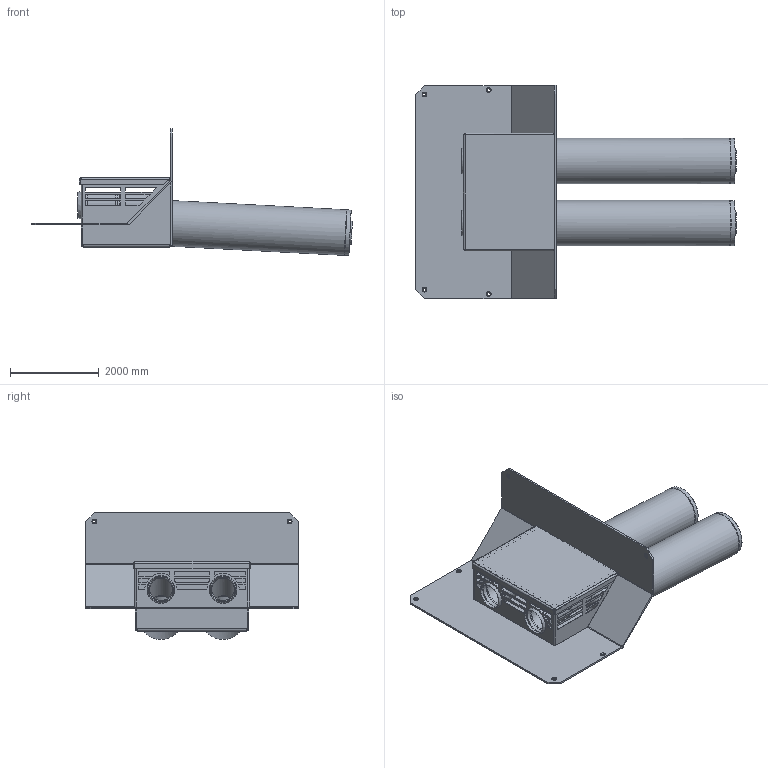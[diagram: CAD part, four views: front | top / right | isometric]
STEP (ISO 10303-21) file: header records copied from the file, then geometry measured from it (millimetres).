
FILE_DESCRIPTION(/* description */ (''),/* implementation_level */ '2;1');
FILE_NAME(/* name */ '13478.100X_3D.stp',/* time_stamp */ '2024-12-11T14:46:59+01:00',/* author */ ('CAD'),/* organization */ (''),/* preprocessor_version */ 'ST-DEVELOPER v20',/* originating_system */ 'AutoCAD Mechanical',/* authorisation */ '');
FILE_SCHEMA (('AUTOMOTIVE_DESIGN { 1 0 10303 214 3 1 1 }'));
Length unit declared in the file: centimetre
Products named in the file (2): Product; *S0
Assembly tree (1 placements, depth 2):
  Product
    *S0
Bounding box: 7233.57 x 4800 x 2858.48 mm (x, y, z)
Volume: 1784516661.4 mm3; surface area: 173356077.4 mm2
Topology: 12 solids, 12 shells, 393 faces, 1023 edges, 644 vertices
Faces by surface type: plane 237, cylinder 106, torus 20, cone 18, bspline 12
Full cylindrical faces by diameter (mm): 48 x2, 70 x6, 510 x6, 530 x6, 560 x2, 580 x2, 600 x2, 620 x2, 625 x2, 1000 x2, 1030 x2
Entity records: 12611 total; most frequent: CARTESIAN_POINT 2615, DIRECTION 2081, ORIENTED_EDGE 2046, EDGE_CURVE 1023, AXIS2_PLACEMENT_3D 694, LINE 693, VECTOR 693, VERTEX_POINT 644
